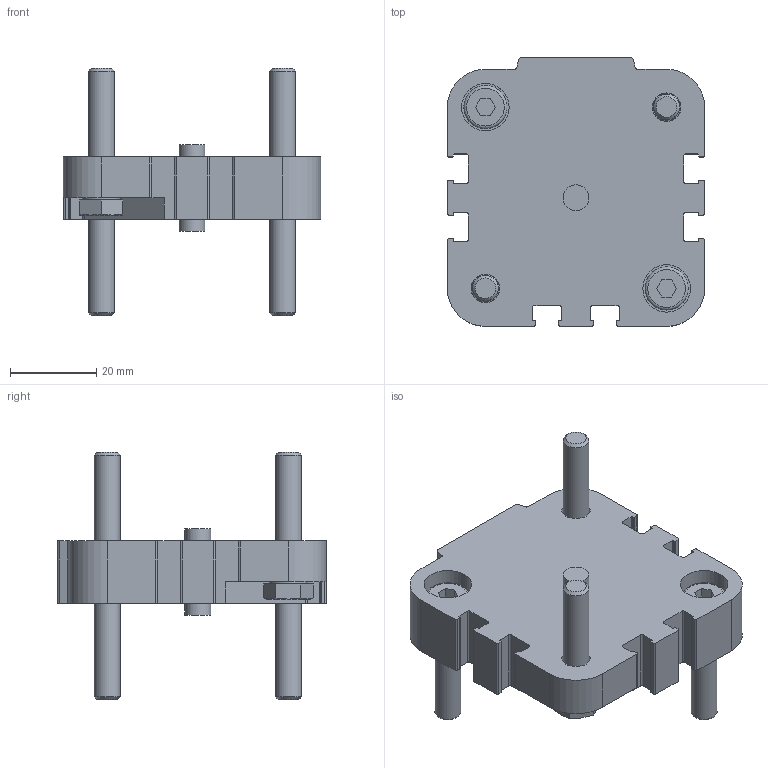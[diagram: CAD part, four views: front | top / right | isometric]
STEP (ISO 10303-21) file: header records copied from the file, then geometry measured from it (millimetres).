
FILE_DESCRIPTION(/* description */ ('STEP AP214'),/* implementation_level */ '2;1');
FILE_NAME(/* name */ '161198_DPVU-40',/* time_stamp */ '2024-08-20T22:50:10+02:00',/* author */ ('License CC BY-ND 4.0'),/* organization */ ('CADENAS'),/* preprocessor_version */ 'ST-DEVELOPER v19.3',/* originating_system */ 'PARTsolutions',/* authorisation */ ' ');
FILE_SCHEMA (('AUTOMOTIVE_DESIGN {1 0 10303 214 3 1 1}'));
Length unit declared in the file: millimetre
Products named in the file (4): 161198 DPVU-40; 161198 DPVU-40 - P; Hexagon bolt DIN 933 - M6x30; DIN-7984 - M6x30(F)
Assembly tree (5 placements, depth 2):
  161198 DPVU-40
    161198 DPVU-40 - P
    Hexagon bolt DIN 933 - M6x30  x2
    DIN-7984 - M6x30(F)  x2
Bounding box: 59.6 x 62.3 x 57.3 mm (x, y, z)
Volume: 47640.5 mm3; surface area: 15266.7 mm2
Topology: 5 solids, 5 shells, 198 faces, 508 edges, 332 vertices
Faces by surface type: plane 106, cylinder 72, cone 16, torus 4
Full cylindrical faces by diameter (mm): 6 x6, 6.6 x4, 8.88 x2, 10 x2, 11 x2
Entity records: 5215 total; most frequent: CARTESIAN_POINT 920, DIRECTION 898, ORIENTED_EDGE 848, EDGE_CURVE 424, AXIS2_PLACEMENT_3D 316, VERTEX_POINT 290, LINE 266, VECTOR 266
